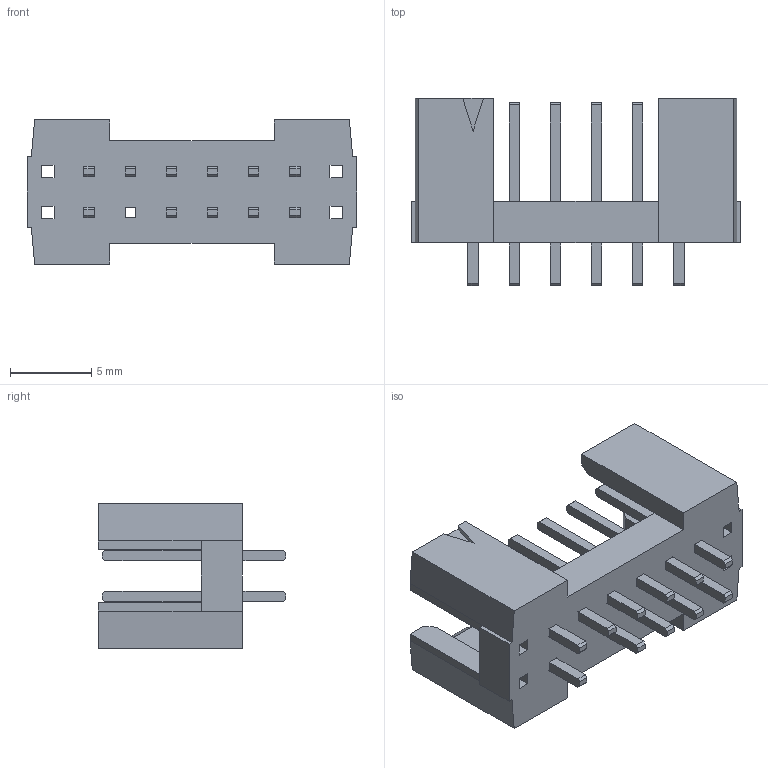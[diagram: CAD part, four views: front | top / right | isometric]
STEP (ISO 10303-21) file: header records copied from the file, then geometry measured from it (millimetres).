
FILE_DESCRIPTION( ( 'STEP AP214' ), '1' );
FILE_NAME( 'TSSH-106-01-T-D-04.stp', '2019-01-27T16:55:19', ( '' ), ( '' ), ' ', 'PARTsolutions', ' ' );
FILE_SCHEMA( ( 'AUTOMOTIVE_DESIGN { 1 0 10303 214 1 1 1 1 }' ) );
Length unit declared in the file: inch
Products named in the file (3): TSSH-106-01-T-D-04; _TSSH-106-01-D_header; _T-1S6-06-01-D-04-
Assembly tree (2 placements, depth 2):
  TSSH-106-01-T-D-04
    _TSSH-106-01-D_header
    _T-1S6-06-01-D-04-
Bounding box: 20.32 x 11.56 x 8.89 mm (x, y, z)
Volume: 650.9 mm3; surface area: 1332.9 mm2
Topology: 2 solids, 2 shells, 247 faces, 729 edges, 482 vertices
Faces by surface type: plane 247
Entity records: 5336 total; most frequent: ORIENTED_EDGE 1458, EDGE_CURVE 729, CARTESIAN_POINT 582, LINE 548, VERTEX_POINT 482, EDGE_LOOP 275, STYLED_ITEM 247, ADVANCED_FACE 247
